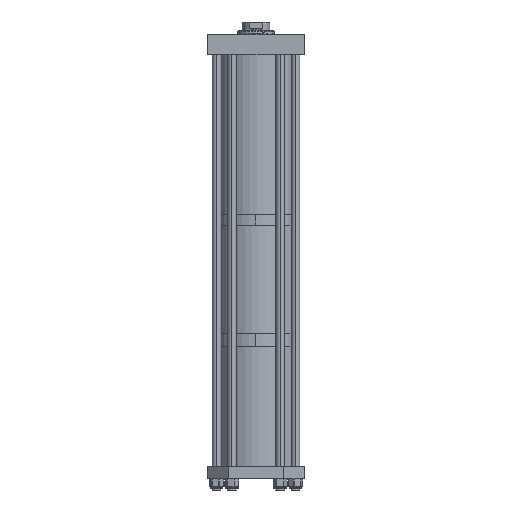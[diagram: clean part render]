
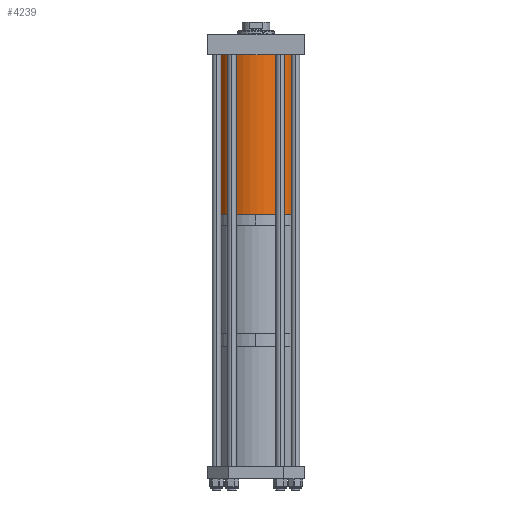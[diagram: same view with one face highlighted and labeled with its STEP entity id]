
A CAD part, left-side view. The second image highlights one B-rep face of the part: STEP entity #4239.
In plain terms, the highlighted cylindrical face has radius 152.4 mm (diameter 304.8 mm), a partial arc.
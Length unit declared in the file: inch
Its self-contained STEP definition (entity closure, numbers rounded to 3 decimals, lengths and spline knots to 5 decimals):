
#209 = CARTESIAN_POINT ( 'NONE',  ( 6., 0., 23.13 ) ) ;
#240 = DIRECTION ( 'NONE',  ( 0., 0., -1. ) ) ;
#1191 = DIRECTION ( 'NONE',  ( 0., 0., -1. ) ) ;
#1237 = CARTESIAN_POINT ( 'NONE',  ( -6., 0., 23.13 ) ) ;
#1591 = DIRECTION ( 'NONE',  ( 1., 0., 0. ) ) ;
#1906 = FACE_OUTER_BOUND ( 'NONE', #9083, .T. ) ;
#1921 = VERTEX_POINT ( 'NONE', #7233 ) ;
#2022 = EDGE_CURVE ( 'NONE', #10249, #11675, #4416, .T. ) ;
#2267 = EDGE_CURVE ( 'NONE', #11675, #3873, #4273, .T. ) ;
#2576 = CARTESIAN_POINT ( 'NONE',  ( 0., 0., 23.13 ) ) ;
#3764 = VECTOR ( 'NONE', #1191, 39.37008 ) ;
#3784 = CIRCLE ( 'NONE', #10244, 6. ) ;
#3873 = VERTEX_POINT ( 'NONE', #9408 ) ;
#4239 = ADVANCED_FACE ( 'NONE', ( #1906 ), #11335, .T. ) ;
#4273 = LINE ( 'NONE', #209, #6746 ) ;
#4416 = CIRCLE ( 'NONE', #5616, 6. ) ;
#4494 = DIRECTION ( 'NONE',  ( 0., 0., -1. ) ) ;
#4560 = DIRECTION ( 'NONE',  ( 0., 0., 1. ) ) ;
#4941 = CARTESIAN_POINT ( 'NONE',  ( -6., 0., 23.13 ) ) ;
#5616 = AXIS2_PLACEMENT_3D ( 'NONE', #7299, #7187, #1591 ) ;
#6109 = LINE ( 'NONE', #1237, #3764 ) ;
#6183 = ORIENTED_EDGE ( 'NONE', *, *, #8232, .T. ) ;
#6190 = ORIENTED_EDGE ( 'NONE', *, *, #10966, .T. ) ;
#6373 = DIRECTION ( 'NONE',  ( 1., 0., 0. ) ) ;
#6746 = VECTOR ( 'NONE', #240, 39.37008 ) ;
#7125 = AXIS2_PLACEMENT_3D ( 'NONE', #2576, #4494, #7156 ) ;
#7156 = DIRECTION ( 'NONE',  ( -1., 0., 0. ) ) ;
#7187 = DIRECTION ( 'NONE',  ( 0., 0., 1. ) ) ;
#7233 = CARTESIAN_POINT ( 'NONE',  ( -6., 0., 0. ) ) ;
#7299 = CARTESIAN_POINT ( 'NONE',  ( 0., 0., 23.13 ) ) ;
#7481 = ORIENTED_EDGE ( 'NONE', *, *, #2022, .F. ) ;
#8232 = EDGE_CURVE ( 'NONE', #10249, #1921, #6109, .T. ) ;
#8367 = CARTESIAN_POINT ( 'NONE',  ( 6., 0., 23.13 ) ) ;
#9083 = EDGE_LOOP ( 'NONE', ( #9396, #7481, #6183, #6190 ) ) ;
#9396 = ORIENTED_EDGE ( 'NONE', *, *, #2267, .F. ) ;
#9408 = CARTESIAN_POINT ( 'NONE',  ( 6., 0., 0. ) ) ;
#10244 = AXIS2_PLACEMENT_3D ( 'NONE', #11119, #4560, #6373 ) ;
#10249 = VERTEX_POINT ( 'NONE', #4941 ) ;
#10966 = EDGE_CURVE ( 'NONE', #1921, #3873, #3784, .T. ) ;
#11119 = CARTESIAN_POINT ( 'NONE',  ( 0., 0., 0. ) ) ;
#11335 = CYLINDRICAL_SURFACE ( 'NONE', #7125, 6. ) ;
#11675 = VERTEX_POINT ( 'NONE', #8367 ) ;
